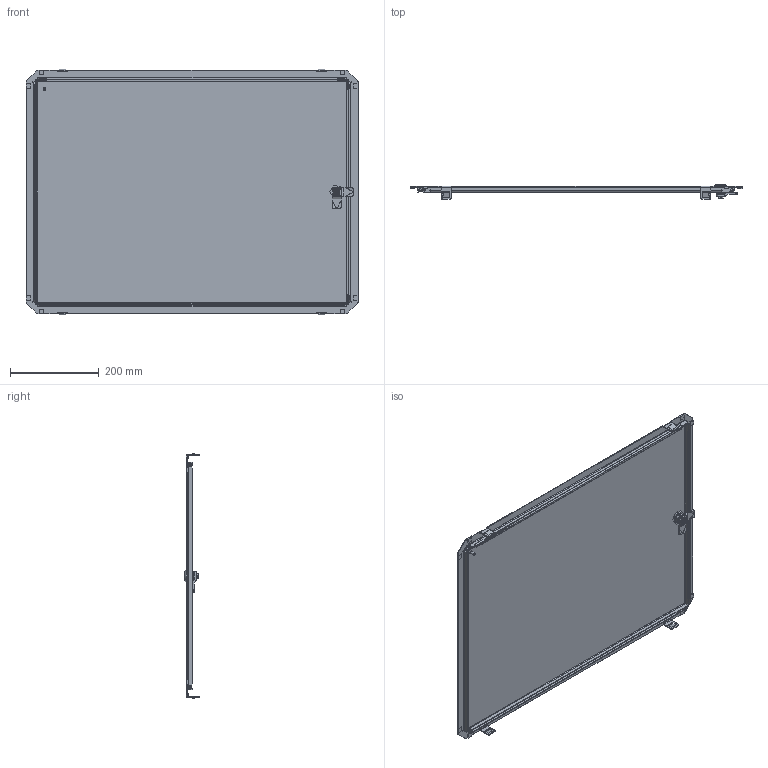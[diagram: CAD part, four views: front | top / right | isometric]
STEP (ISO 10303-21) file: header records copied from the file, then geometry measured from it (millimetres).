
FILE_DESCRIPTION (( 'STEP AP203' ), '1' );
FILE_NAME ('IDS ARCA 6080.STEP', '2022-05-31T13:27:58', ( '' ), ( '' ), 'SwSTEP 2.0', 'SolidWorks 2021', '' );
FILE_SCHEMA (( 'CONFIG_CONTROL_DESIGN' ));
Length unit declared in the file: millimetre
Products named in the file (15): KVT_S_M4_2; 12750_A1; 6080 inner cover 0610099B; 1000-102A-1X_AF0; 1000-102A-D_ASM; KVT_FH4_M6_12; 1000-102A-2X; IDS lock cam as open; 6080 Frame 0610100A; 1000-02; IDS cam_1; IDS ARCA 6080; 6080 Frame 0610100B; 1000-u187-n2_asm
Assembly tree (15 placements, depth 4):
  IDS ARCA 6080
    6080 Frame 0610100A
      6080 Frame 0610100B
      KVT_S_M4_2  x2
    6080 inner cover 0610099B
      6080 inner cover 0610099B
      KVT_FH4_M6_12
    12750_A1
      1000-102A-D_ASM
        1000-102A-1X_AF0
        1000-102A-2X
      1000-02
      1000-u187-n2_asm
      IDS cam_1
    IDS lock cam as open
Bounding box: 748.5 x 33 x 554.45 mm (x, y, z)
Volume: 928266.1 mm3; surface area: 941623.7 mm2
Topology: 17 solids, 17 shells, 865 faces, 2228 edges, 1394 vertices
Faces by surface type: plane 454, cylinder 279, bspline 68, cone 50, torus 14
Full cylindrical faces by diameter (mm): 7.1 x2
Entity records: 30191 total; most frequent: CARTESIAN_POINT 8034, ORIENTED_EDGE 4372, DIRECTION 4217, EDGE_CURVE 2186, AXIS2_PLACEMENT_3D 1407, VECTOR 1403, LINE 1403, VERTEX_POINT 1370
